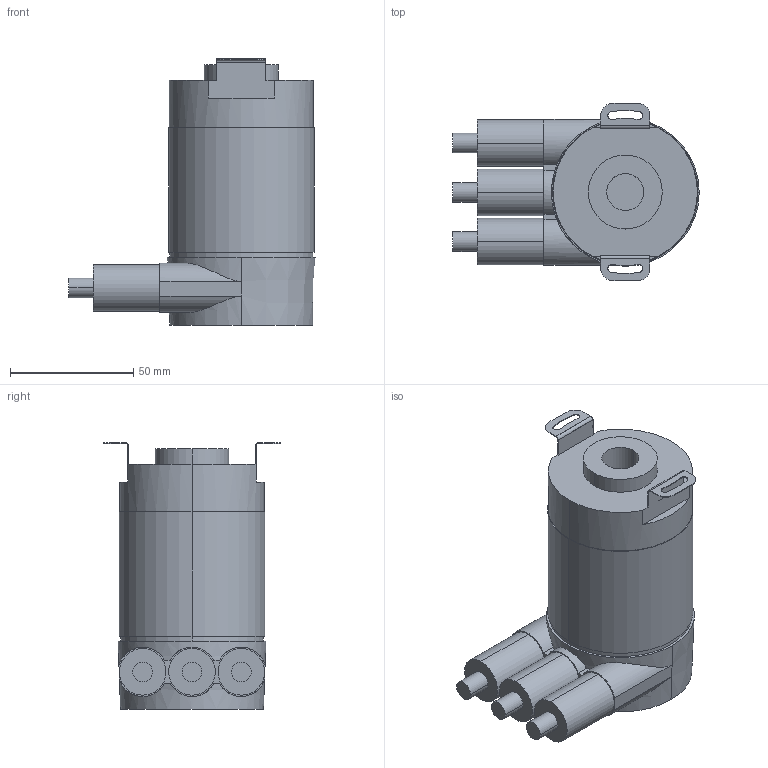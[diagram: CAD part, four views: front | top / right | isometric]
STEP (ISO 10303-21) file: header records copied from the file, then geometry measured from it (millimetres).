
FILE_DESCRIPTION((''),'2;1');
FILE_NAME('30_MULTI','2011-01-03T',('Ingenieurbuero Eiseler'),('Pepperl+Fuchs'),'PRO/ENGINEER BY PARAMETRIC TECHNOLOGY CORPORATION, 2009440','PRO/ENGINEER BY PARAMETRIC TECHNOLOGY CORPORATION, 2009440','');
FILE_SCHEMA(('CONFIG_CONTROL_DESIGN'));
Length unit declared in the file: millimetre
Products named in the file (1): 30_MULTI
Bounding box: 100 x 72 x 108 mm (x, y, z)
Volume: 302234.9 mm3; surface area: 34382.1 mm2
Topology: 1 solids, 1 shells, 83 faces, 206 edges, 136 vertices
Faces by surface type: cylinder 44, plane 36, cone 3
Entity records: 3515 total; most frequent: CARTESIAN_POINT 544, DIRECTION 460, ORIENTED_EDGE 412, PRESENTATION_STYLE_ASSIGNMENT 227, STYLED_ITEM 209, CURVE_STYLE 206, EDGE_CURVE 206, AXIS2_PLACEMENT_3D 177
